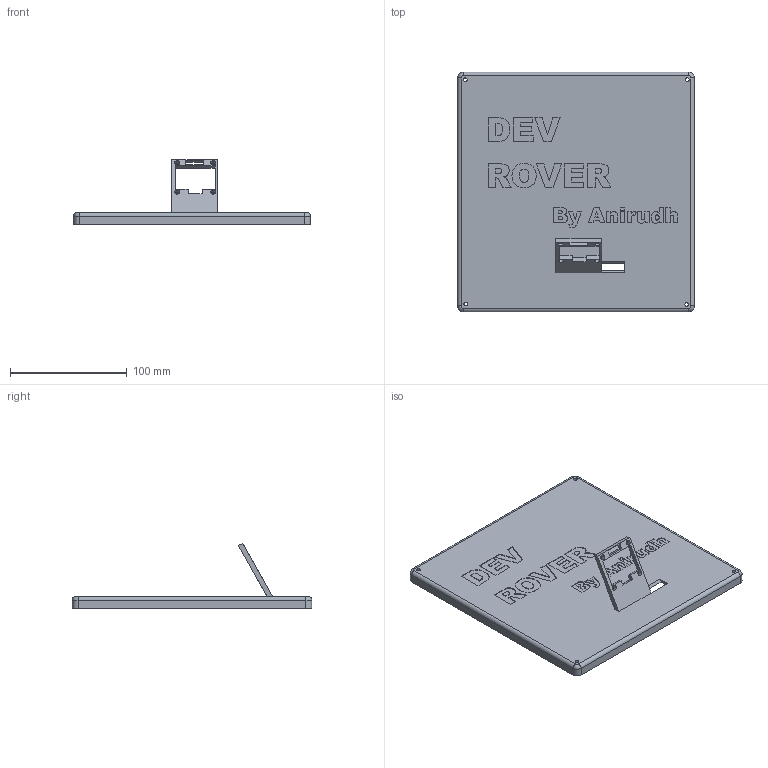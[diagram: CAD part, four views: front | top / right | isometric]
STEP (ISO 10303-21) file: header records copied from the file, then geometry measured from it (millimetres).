
FILE_DESCRIPTION(/* description */ (''),/* implementation_level */ '2;1');
FILE_NAME(/* name */ 'top_rover.step',/* time_stamp */ '2025-07-08T21:48:00+05:30',/* author */ (''),/* organization */ (''),/* preprocessor_version */ 'ST-DEVELOPER v20.1',/* originating_system */ 'Autodesk Translation Framework v14.10.0.0',/* authorisation */ '');
FILE_SCHEMA (('AUTOMOTIVE_DESIGN { 1 0 10303 214 3 1 1 }'));
Length unit declared in the file: millimetre
Products named in the file (1): top
Bounding box: 202.51 x 205 x 55.37 mm (x, y, z)
Volume: 114921 mm3; surface area: 100338.4 mm2
Topology: 2 solids, 2 shells, 352 faces, 955 edges, 634 vertices
Faces by surface type: plane 199, bspline 141, cylinder 12
Full cylindrical faces by diameter (mm): 3.1 x4
Entity records: 12354 total; most frequent: CARTESIAN_POINT 4305, ORIENTED_EDGE 1912, DIRECTION 1150, EDGE_CURVE 956, LINE 654, VECTOR 654, VERTEX_POINT 635, EDGE_LOOP 401
